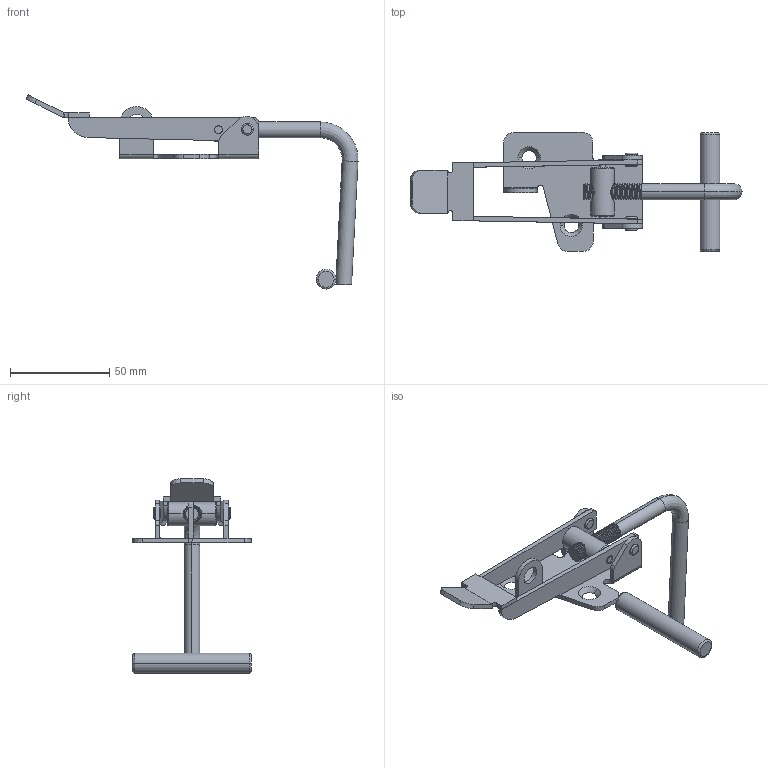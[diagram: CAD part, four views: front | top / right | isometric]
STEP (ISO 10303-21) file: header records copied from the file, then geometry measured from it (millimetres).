
FILE_DESCRIPTION(/* description */ (''),/* implementation_level */ '2;1');
FILE_NAME(/* name */ 'DK501',/* time_stamp */ '2024-10-15T09:04:53+08:00',/* author */ (''),/* organization */ (''),/* preprocessor_version */ 'ST-DEVELOPER v19.2',/* originating_system */ 'Rhino 8.5',/* authorisation */ '');
FILE_SCHEMA (('CONFIG_CONTROL_DESIGN'));
Length unit declared in the file: millimetre
Products named in the file (1): Document
Bounding box: 167.43 x 60.06 x 97.94 mm (x, y, z)
Volume: 20849.8 mm3; surface area: 23453.5 mm2
Topology: 7 solids, 8 shells, 257 faces, 655 edges, 416 vertices
Faces by surface type: cylinder 137, plane 87, bspline 33
Entity records: 34711 total; most frequent: CARTESIAN_POINT 29571, ORIENTED_EDGE 1300, EDGE_CURVE 655, DIRECTION 579, VERTEX_POINT 416, AXIS2_PLACEMENT_3D 400, EDGE_LOOP 286, B_SPLINE_CURVE_WITH_KNOTS 286
